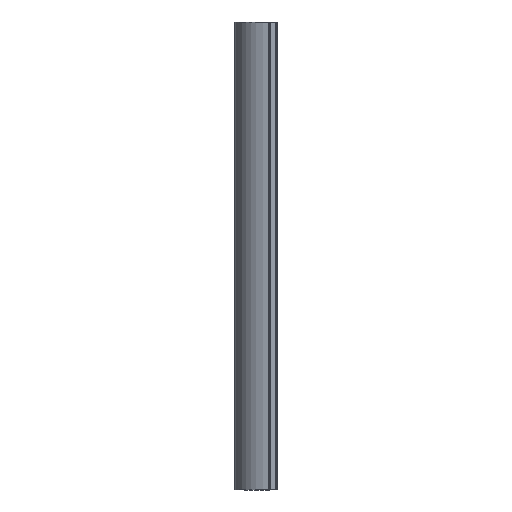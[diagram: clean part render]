
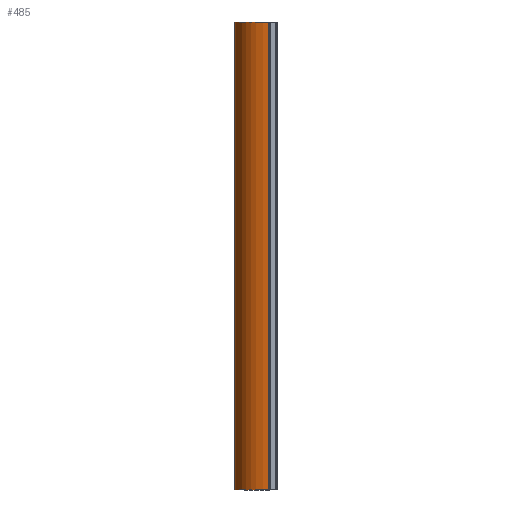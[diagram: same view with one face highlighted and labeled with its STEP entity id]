
A CAD part, left-side view. The second image highlights one B-rep face of the part: STEP entity #485.
In plain terms, the highlighted cylindrical face has radius 3799.84 mm (diameter 7599.68 mm), a partial arc.
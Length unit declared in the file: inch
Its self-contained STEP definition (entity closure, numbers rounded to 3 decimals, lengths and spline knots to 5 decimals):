
#113=DIRECTION('',(0.,0.,1.));
#114=VECTOR('',#113,1835.);
#115=CARTESIAN_POINT('',(492.29037,595.61133,0.));
#116=LINE('',#115,#114);
#121=CARTESIAN_POINT('',(506.8709,446.72357,0.));
#122=DIRECTION('',(0.,0.,1.));
#123=DIRECTION('',(-0.097,0.995,0.));
#124=AXIS2_PLACEMENT_3D('',#121,#122,#123);
#126=DIRECTION('',(0.,0.,1.));
#127=VECTOR('',#126,1835.);
#128=CARTESIAN_POINT('',(358.05913,462.06029,0.));
#129=LINE('',#128,#127);
#130=CARTESIAN_POINT('',(506.8709,446.72357,1835.));
#131=DIRECTION('',(0.,0.,-1.));
#132=DIRECTION('',(-0.995,0.102,0.));
#133=AXIS2_PLACEMENT_3D('',#130,#131,#132);
#267=CARTESIAN_POINT('',(358.05913,462.06029,0.));
#268=VERTEX_POINT('',#267);
#269=CARTESIAN_POINT('',(492.29816,595.6121,0.));
#270=VERTEX_POINT('',#269);
#303=CARTESIAN_POINT('',(358.05913,462.06029,1835.));
#304=VERTEX_POINT('',#303);
#305=CARTESIAN_POINT('',(492.29816,595.6121,1835.));
#306=VERTEX_POINT('',#305);
#471=CARTESIAN_POINT('',(506.8709,446.72357,0.));
#472=DIRECTION('',(0.,0.,1.));
#473=DIRECTION('',(0.036,0.999,0.));
#474=AXIS2_PLACEMENT_3D('',#471,#472,#473);
#475=CYLINDRICAL_SURFACE('',#474,149.6);
#477=ORIENTED_EDGE('',*,*,#476,.T.);
#479=ORIENTED_EDGE('',*,*,#478,.T.);
#481=ORIENTED_EDGE('',*,*,#480,.T.);
#482=ORIENTED_EDGE('',*,*,#463,.F.);
#483=EDGE_LOOP('',(#477,#479,#481,#482));
#484=FACE_OUTER_BOUND('',#483,.F.);
#485=ADVANCED_FACE('',(#484),#475,.F.);
#125=CIRCLE('',#124,149.6);
#134=CIRCLE('',#133,149.6);
#463=EDGE_CURVE('',#270,#306,#116,.T.);
#476=EDGE_CURVE('',#270,#268,#125,.T.);
#478=EDGE_CURVE('',#268,#304,#129,.T.);
#480=EDGE_CURVE('',#304,#306,#134,.T.);
